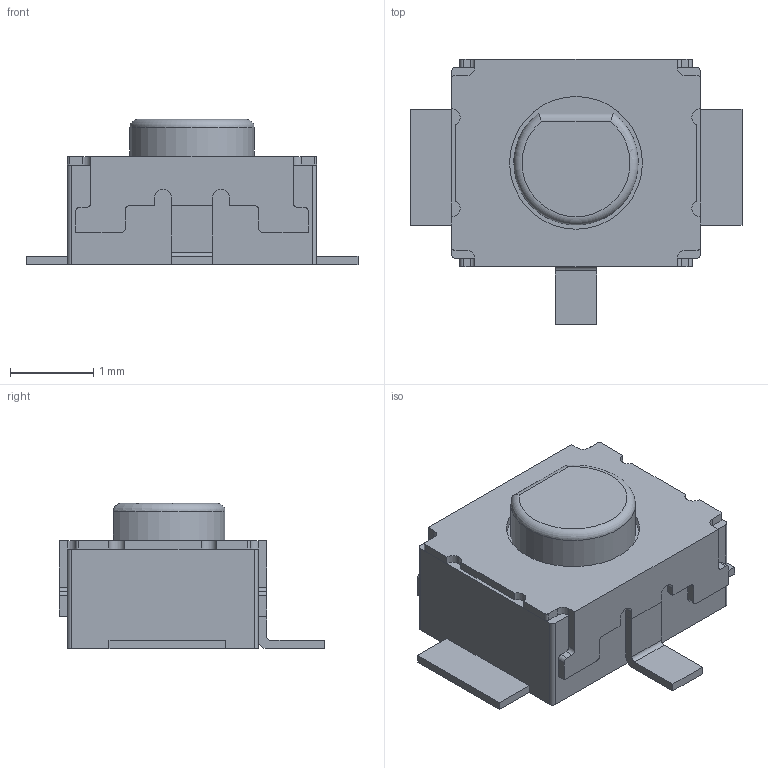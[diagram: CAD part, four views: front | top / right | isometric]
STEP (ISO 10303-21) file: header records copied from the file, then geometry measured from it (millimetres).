
FILE_DESCRIPTION((''),'2;1');
FILE_NAME('PB_OMRON_B3U-1100P.stp','2010-03-16T11:53:43',(''),(''),'Mechanical Desktop 2010','Mechanical Desktop 2010',', , ');
FILE_SCHEMA(('AUTOMOTIVE_DESIGN { 1 2 10303 214 1 1 1 1 }'));
Length unit declared in the file: millimetre
Products named in the file (1): Product
Bounding box: 4 x 3.2 x 1.75 mm (x, y, z)
Volume: 10.4 mm3; surface area: 57.7 mm2
Topology: 6 solids, 6 shells, 130 faces, 348 edges, 230 vertices
Faces by surface type: plane 71, cylinder 32, bspline 26, torus 1
Entity records: 4257 total; most frequent: CARTESIAN_POINT 953, ORIENTED_EDGE 696, DIRECTION 639, EDGE_CURVE 348, VECTOR 263, LINE 263, VERTEX_POINT 230, AXIS2_PLACEMENT_3D 188
